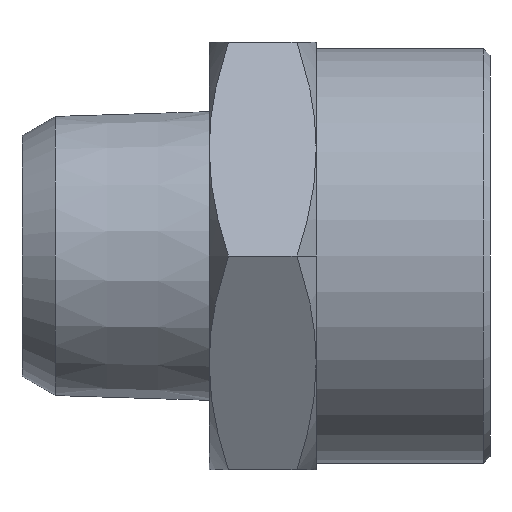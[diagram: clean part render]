
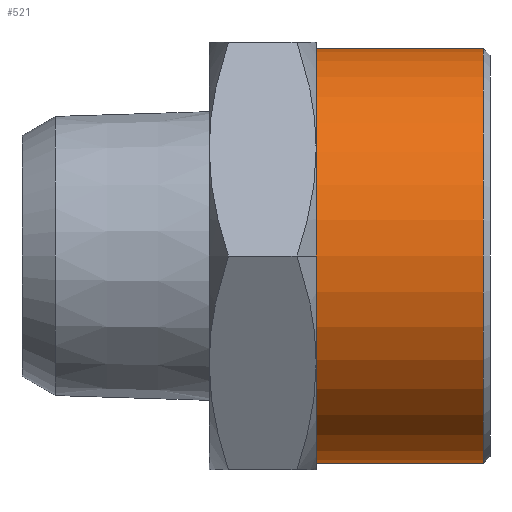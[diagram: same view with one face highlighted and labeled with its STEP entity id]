
A CAD part, left-side view. The second image highlights one B-rep face of the part: STEP entity #521.
In plain terms, the highlighted cylindrical face has radius 15.5 mm (diameter 31 mm), a partial arc.
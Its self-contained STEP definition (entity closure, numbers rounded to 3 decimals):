
#23 = EDGE_CURVE ( 'NONE', #931, #483, #123, .T. ) ;
#29 = CARTESIAN_POINT ( 'NONE',  ( 0., 0., -15.5 ) ) ;
#56 = AXIS2_PLACEMENT_3D ( 'NONE', #1022, #1133, #600 ) ;
#113 = ORIENTED_EDGE ( 'NONE', *, *, #23, .F. ) ;
#123 = LINE ( 'NONE', #29, #744 ) ;
#164 = CYLINDRICAL_SURFACE ( 'NONE', #56, 15.5 ) ;
#183 = DIRECTION ( 'NONE',  ( 0., 0., -1. ) ) ;
#236 = VERTEX_POINT ( 'NONE', #506 ) ;
#238 = EDGE_LOOP ( 'NONE', ( #113, #243, #616, #418 ) ) ;
#243 = ORIENTED_EDGE ( 'NONE', *, *, #255, .T. ) ;
#245 = CIRCLE ( 'NONE', #722, 15.5 ) ;
#255 = EDGE_CURVE ( 'NONE', #931, #236, #245, .T. ) ;
#279 = CARTESIAN_POINT ( 'NONE',  ( 0., 0., 15.5 ) ) ;
#355 = DIRECTION ( 'NONE',  ( 0., 0., -1. ) ) ;
#371 = VERTEX_POINT ( 'NONE', #1070 ) ;
#408 = EDGE_CURVE ( 'NONE', #371, #483, #1148, .T. ) ;
#418 = ORIENTED_EDGE ( 'NONE', *, *, #408, .T. ) ;
#442 = CARTESIAN_POINT ( 'NONE',  ( 0., 13., -15.5 ) ) ;
#483 = VERTEX_POINT ( 'NONE', #442 ) ;
#506 = CARTESIAN_POINT ( 'NONE',  ( 0., 0.5, 15.5 ) ) ;
#521 = ADVANCED_FACE ( 'NONE', ( #987 ), #164, .T. ) ;
#565 = DIRECTION ( 'NONE',  ( 0., 1., 0. ) ) ;
#571 = CARTESIAN_POINT ( 'NONE',  ( 0., 0.5, -15.5 ) ) ;
#600 = DIRECTION ( 'NONE',  ( 0., 0., 1. ) ) ;
#608 = VECTOR ( 'NONE', #565, 1000. ) ;
#616 = ORIENTED_EDGE ( 'NONE', *, *, #1098, .T. ) ;
#632 = DIRECTION ( 'NONE',  ( 0., -1., 0. ) ) ;
#705 = AXIS2_PLACEMENT_3D ( 'NONE', #810, #632, #183 ) ;
#722 = AXIS2_PLACEMENT_3D ( 'NONE', #877, #898, #355 ) ;
#744 = VECTOR ( 'NONE', #947, 1000. ) ;
#810 = CARTESIAN_POINT ( 'NONE',  ( 0., 13., 0. ) ) ;
#877 = CARTESIAN_POINT ( 'NONE',  ( 0., 0.5, 0. ) ) ;
#898 = DIRECTION ( 'NONE',  ( 0., 1., 0. ) ) ;
#931 = VERTEX_POINT ( 'NONE', #571 ) ;
#947 = DIRECTION ( 'NONE',  ( 0., 1., 0. ) ) ;
#959 = LINE ( 'NONE', #279, #608 ) ;
#987 = FACE_OUTER_BOUND ( 'NONE', #238, .T. ) ;
#1022 = CARTESIAN_POINT ( 'NONE',  ( 0., 0., 0. ) ) ;
#1070 = CARTESIAN_POINT ( 'NONE',  ( 0., 13., 15.5 ) ) ;
#1098 = EDGE_CURVE ( 'NONE', #236, #371, #959, .T. ) ;
#1133 = DIRECTION ( 'NONE',  ( 0., 1., 0. ) ) ;
#1148 = CIRCLE ( 'NONE', #705, 15.5 ) ;
